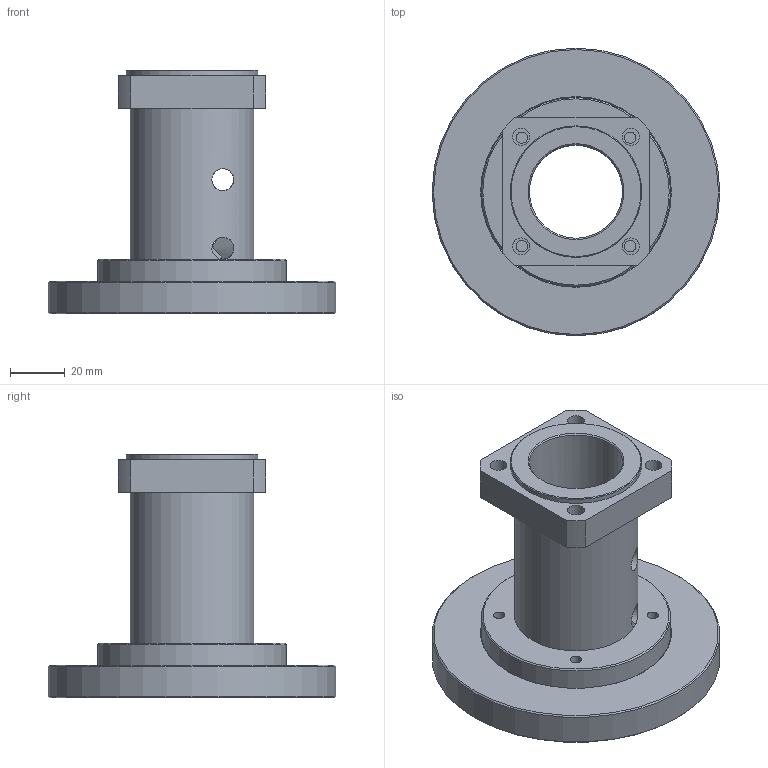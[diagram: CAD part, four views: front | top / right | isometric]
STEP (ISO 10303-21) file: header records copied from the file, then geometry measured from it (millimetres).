
FILE_DESCRIPTION(/* description */ (''),/* implementation_level */ '2;1');
FILE_NAME(/* name */ 'VK CTV145_MTV80 105 GESM14.stp',/* time_stamp */ '2015-08-27T14:00:30+01:00',/* author */ ('Hypex'),/* organization */ ('Hypex'),/* preprocessor_version */ 'ST-DEVELOPER v15.2',/* originating_system */ 'Autodesk Inventor 2014',/* authorisation */ '');
FILE_SCHEMA (('AUTOMOTIVE_DESIGN { 1 0 10303 214 3 1 1 }'));
Length unit declared in the file: millimetre
Products named in the file (1): VK CTV145_MTV80 105 GESM14
Bounding box: 105 x 105 x 89 mm (x, y, z)
Volume: 173933.7 mm3; surface area: 45472.8 mm2
Topology: 1 solids, 2 shells, 48 faces, 113 edges, 75 vertices
Faces by surface type: cylinder 23, plane 16, cone 9
Full cylindrical faces by diameter (mm): 4.134 x4, 6.2 x4, 8 x4, 34 x1, 36 x1, 45 x1, 48 x1, 69 x2, 105 x1
Entity records: 1520 total; most frequent: CARTESIAN_POINT 465, DIRECTION 210, ORIENTED_EDGE 144, EDGE_LOOP 102, AXIS2_PLACEMENT_3D 97, EDGE_CURVE 72, FACE_BOUND 62, VERTEX_POINT 62
